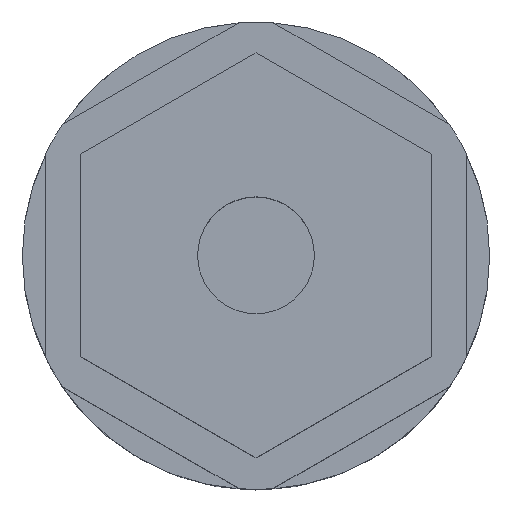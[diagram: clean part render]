
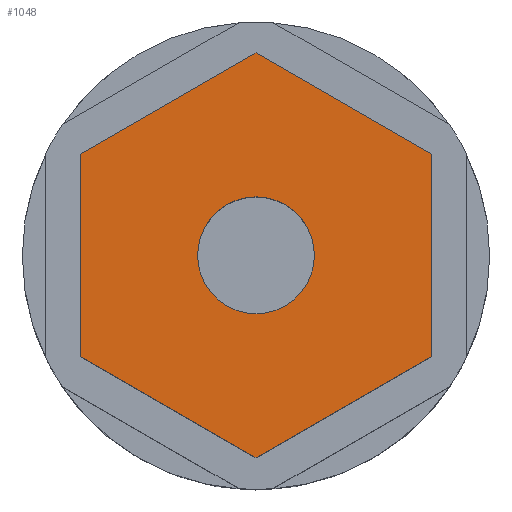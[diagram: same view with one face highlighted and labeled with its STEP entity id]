
A CAD part, top view. The second image highlights one B-rep face of the part: STEP entity #1048.
In plain terms, the highlighted planar face has unit normal (0, 0, 1).
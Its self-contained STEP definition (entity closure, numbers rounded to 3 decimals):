
#25 = ORIENTED_EDGE ( 'NONE', *, *, #103, .F. ) ;
#103 = EDGE_CURVE ( 'NONE', #339, #1166, #949, .T. ) ;
#131 = CARTESIAN_POINT ( 'NONE',  ( 15., 8.66, 42. ) ) ;
#132 = DIRECTION ( 'NONE',  ( 1., 0., 0. ) ) ;
#177 = VERTEX_POINT ( 'NONE', #131 ) ;
#258 = CARTESIAN_POINT ( 'NONE',  ( -15., -8.66, 42. ) ) ;
#265 = EDGE_CURVE ( 'NONE', #672, #1166, #1329, .T. ) ;
#272 = VECTOR ( 'NONE', #588, 1000. ) ;
#305 = EDGE_LOOP ( 'NONE', ( #25, #1408, #825, #1509, #530, #540 ) ) ;
#339 = VERTEX_POINT ( 'NONE', #1359 ) ;
#353 = LINE ( 'NONE', #1176, #736 ) ;
#374 = DIRECTION ( 'NONE',  ( 0., 0., 1. ) ) ;
#379 = CARTESIAN_POINT ( 'NONE',  ( -15., 8.66, 42. ) ) ;
#389 = CARTESIAN_POINT ( 'NONE',  ( 0., 0., 42. ) ) ;
#394 = CARTESIAN_POINT ( 'NONE',  ( 0., 17.321, 42. ) ) ;
#451 = AXIS2_PLACEMENT_3D ( 'NONE', #726, #374, #1474 ) ;
#487 = DIRECTION ( 'NONE',  ( 0., 0., 1. ) ) ;
#502 = DIRECTION ( 'NONE',  ( 0.866, -0.5, 0. ) ) ;
#519 = LINE ( 'NONE', #653, #786 ) ;
#530 = ORIENTED_EDGE ( 'NONE', *, *, #760, .F. ) ;
#540 = ORIENTED_EDGE ( 'NONE', *, *, #265, .T. ) ;
#559 = ORIENTED_EDGE ( 'NONE', *, *, #1010, .F. ) ;
#567 = ORIENTED_EDGE ( 'NONE', *, *, #939, .F. ) ;
#571 = CIRCLE ( 'NONE', #1225, 5. ) ;
#588 = DIRECTION ( 'NONE',  ( -0.866, 0.5, 0. ) ) ;
#609 = DIRECTION ( 'NONE',  ( 0.866, 0.5, 0. ) ) ;
#650 = EDGE_CURVE ( 'NONE', #339, #177, #519, .T. ) ;
#653 = CARTESIAN_POINT ( 'NONE',  ( 15., -8.66, 42. ) ) ;
#672 = VERTEX_POINT ( 'NONE', #1008 ) ;
#688 = DIRECTION ( 'NONE',  ( 0., 1., 0. ) ) ;
#718 = FACE_BOUND ( 'NONE', #823, .T. ) ;
#726 = CARTESIAN_POINT ( 'NONE',  ( 0., 0., 42. ) ) ;
#736 = VECTOR ( 'NONE', #688, 1000. ) ;
#740 = CARTESIAN_POINT ( 'NONE',  ( 5., 0., 42. ) ) ;
#760 = EDGE_CURVE ( 'NONE', #672, #1468, #353, .T. ) ;
#769 = EDGE_CURVE ( 'NONE', #177, #1500, #1432, .T. ) ;
#786 = VECTOR ( 'NONE', #1390, 1000. ) ;
#823 = EDGE_LOOP ( 'NONE', ( #567, #559 ) ) ;
#825 = ORIENTED_EDGE ( 'NONE', *, *, #769, .T. ) ;
#888 = VECTOR ( 'NONE', #1172, 1000. ) ;
#939 = EDGE_CURVE ( 'NONE', #1019, #1043, #1276, .T. ) ;
#949 = LINE ( 'NONE', #1056, #888 ) ;
#959 = CARTESIAN_POINT ( 'NONE',  ( -5., 0., 42. ) ) ;
#970 = FACE_OUTER_BOUND ( 'NONE', #305, .T. ) ;
#990 = AXIS2_PLACEMENT_3D ( 'NONE', #1463, #1228, #1105 ) ;
#1008 = CARTESIAN_POINT ( 'NONE',  ( -15., -8.66, 42. ) ) ;
#1010 = EDGE_CURVE ( 'NONE', #1043, #1019, #571, .T. ) ;
#1019 = VERTEX_POINT ( 'NONE', #740 ) ;
#1043 = VERTEX_POINT ( 'NONE', #959 ) ;
#1048 = ADVANCED_FACE ( 'NONE', ( #970, #718 ), #1345, .T. ) ;
#1056 = CARTESIAN_POINT ( 'NONE',  ( 15., -8.66, 42. ) ) ;
#1092 = CARTESIAN_POINT ( 'NONE',  ( 0., -17.321, 42. ) ) ;
#1105 = DIRECTION ( 'NONE',  ( 1., 0., 0. ) ) ;
#1166 = VERTEX_POINT ( 'NONE', #1092 ) ;
#1171 = CARTESIAN_POINT ( 'NONE',  ( -15., 8.66, 42. ) ) ;
#1172 = DIRECTION ( 'NONE',  ( -0.866, -0.5, 0. ) ) ;
#1176 = CARTESIAN_POINT ( 'NONE',  ( -15., -8.66, 42. ) ) ;
#1225 = AXIS2_PLACEMENT_3D ( 'NONE', #389, #487, #132 ) ;
#1228 = DIRECTION ( 'NONE',  ( 0., 0., 1. ) ) ;
#1276 = CIRCLE ( 'NONE', #451, 5. ) ;
#1329 = LINE ( 'NONE', #258, #1555 ) ;
#1345 = PLANE ( 'NONE',  #990 ) ;
#1359 = CARTESIAN_POINT ( 'NONE',  ( 15., -8.66, 42. ) ) ;
#1390 = DIRECTION ( 'NONE',  ( 0., 1., 0. ) ) ;
#1408 = ORIENTED_EDGE ( 'NONE', *, *, #650, .T. ) ;
#1424 = CARTESIAN_POINT ( 'NONE',  ( 15., 8.66, 42. ) ) ;
#1432 = LINE ( 'NONE', #1424, #272 ) ;
#1461 = LINE ( 'NONE', #379, #1481 ) ;
#1463 = CARTESIAN_POINT ( 'NONE',  ( -5., 0., 42. ) ) ;
#1468 = VERTEX_POINT ( 'NONE', #1171 ) ;
#1474 = DIRECTION ( 'NONE',  ( 1., 0., 0. ) ) ;
#1481 = VECTOR ( 'NONE', #609, 1000. ) ;
#1497 = EDGE_CURVE ( 'NONE', #1468, #1500, #1461, .T. ) ;
#1500 = VERTEX_POINT ( 'NONE', #394 ) ;
#1509 = ORIENTED_EDGE ( 'NONE', *, *, #1497, .F. ) ;
#1555 = VECTOR ( 'NONE', #502, 1000. ) ;
